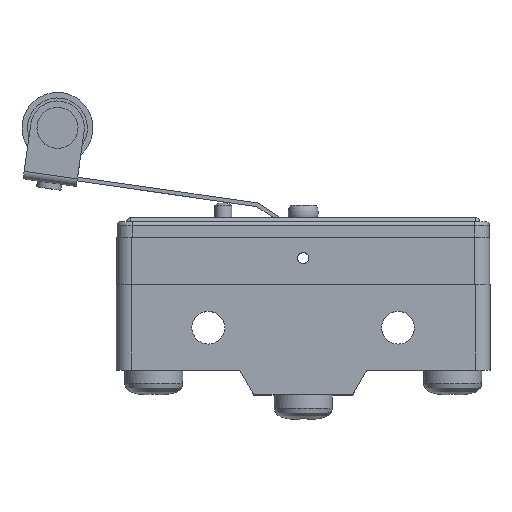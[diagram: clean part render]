
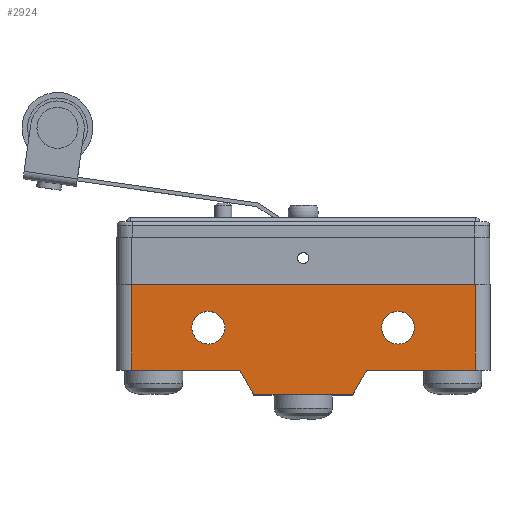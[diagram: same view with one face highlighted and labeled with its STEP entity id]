
A CAD part, top view. The second image highlights one B-rep face of the part: STEP entity #2924.
In plain terms, the highlighted planar face has unit normal (0, 0, 1).
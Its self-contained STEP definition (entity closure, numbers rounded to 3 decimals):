
#6=DIRECTION('',(1.,0.,0.));
#7=VECTOR('',#6,13.2);
#8=CARTESIAN_POINT('',(-6.6,0.,9.));
#9=LINE('',#8,#7);
#76=CARTESIAN_POINT('',(12.7,9.,9.));
#77=DIRECTION('',(0.,0.,1.));
#78=DIRECTION('',(1.,0.,0.));
#79=AXIS2_PLACEMENT_3D('',#76,#77,#78);
#81=CARTESIAN_POINT('',(12.7,9.,9.));
#82=DIRECTION('',(0.,0.,1.));
#83=DIRECTION('',(-1.,0.,0.));
#84=AXIS2_PLACEMENT_3D('',#81,#82,#83);
#86=CARTESIAN_POINT('',(-12.7,9.,9.));
#87=DIRECTION('',(0.,0.,1.));
#88=DIRECTION('',(1.,0.,0.));
#89=AXIS2_PLACEMENT_3D('',#86,#87,#88);
#91=CARTESIAN_POINT('',(-12.7,9.,9.));
#92=DIRECTION('',(0.,0.,1.));
#93=DIRECTION('',(-1.,0.,0.));
#94=AXIS2_PLACEMENT_3D('',#91,#92,#93);
#96=DIRECTION('',(0.,-1.,0.));
#97=VECTOR('',#96,11.5);
#98=CARTESIAN_POINT('',(23.,14.8,9.));
#99=LINE('',#98,#97);
#100=DIRECTION('',(-1.,0.,0.));
#101=VECTOR('',#100,14.5);
#102=CARTESIAN_POINT('',(23.,3.3,9.));
#103=LINE('',#102,#101);
#104=DIRECTION('',(-0.499,-0.867,0.));
#105=VECTOR('',#104,3.808);
#106=CARTESIAN_POINT('',(8.5,3.3,9.));
#107=LINE('',#106,#105);
#108=DIRECTION('',(-0.499,0.867,0.));
#109=VECTOR('',#108,3.808);
#110=CARTESIAN_POINT('',(-6.6,0.,9.));
#111=LINE('',#110,#109);
#112=DIRECTION('',(1.,0.,0.));
#113=VECTOR('',#112,14.5);
#114=CARTESIAN_POINT('',(-23.,3.3,9.));
#115=LINE('',#114,#113);
#116=DIRECTION('',(0.,-1.,0.));
#117=VECTOR('',#116,11.5);
#118=CARTESIAN_POINT('',(-23.,14.8,9.));
#119=LINE('',#118,#117);
#137=DIRECTION('',(1.,0.,0.));
#138=VECTOR('',#137,46.);
#139=CARTESIAN_POINT('',(-23.,14.8,9.));
#140=LINE('',#139,#138);
#2234=CARTESIAN_POINT('',(-6.6,0.,9.));
#2236=VERTEX_POINT('',#2234);
#2238=CARTESIAN_POINT('',(6.6,0.,9.));
#2240=VERTEX_POINT('',#2238);
#2242=CARTESIAN_POINT('',(-8.5,3.3,9.));
#2243=VERTEX_POINT('',#2242);
#2244=CARTESIAN_POINT('',(8.5,3.3,9.));
#2245=VERTEX_POINT('',#2244);
#2250=CARTESIAN_POINT('',(14.9,9.,9.));
#2251=CARTESIAN_POINT('',(10.5,9.,9.));
#2252=VERTEX_POINT('',#2250);
#2253=VERTEX_POINT('',#2251);
#2254=CARTESIAN_POINT('',(-10.5,9.,9.));
#2255=CARTESIAN_POINT('',(-14.9,9.,9.));
#2256=VERTEX_POINT('',#2254);
#2257=VERTEX_POINT('',#2255);
#2286=CARTESIAN_POINT('',(23.,3.3,9.));
#2287=VERTEX_POINT('',#2286);
#2288=CARTESIAN_POINT('',(23.,14.8,9.));
#2289=VERTEX_POINT('',#2288);
#2314=CARTESIAN_POINT('',(-23.,14.8,9.));
#2315=CARTESIAN_POINT('',(-23.,3.3,9.));
#2316=VERTEX_POINT('',#2314);
#2317=VERTEX_POINT('',#2315);
#2892=CARTESIAN_POINT('',(-25.,0.,9.));
#2893=DIRECTION('',(0.,0.,1.));
#2894=DIRECTION('',(1.,0.,0.));
#2895=AXIS2_PLACEMENT_3D('',#2892,#2893,#2894);
#2896=PLANE('',#2895);
#2898=ORIENTED_EDGE('',*,*,#2897,.T.);
#2900=ORIENTED_EDGE('',*,*,#2899,.T.);
#2902=ORIENTED_EDGE('',*,*,#2901,.T.);
#2903=ORIENTED_EDGE('',*,*,#2813,.F.);
#2904=ORIENTED_EDGE('',*,*,#2838,.T.);
#2906=ORIENTED_EDGE('',*,*,#2905,.F.);
#2908=ORIENTED_EDGE('',*,*,#2907,.F.);
#2910=ORIENTED_EDGE('',*,*,#2909,.T.);
#2911=EDGE_LOOP('',(#2898,#2900,#2902,#2903,#2904,#2906,#2908,#2910));
#2912=FACE_OUTER_BOUND('',#2911,.F.);
#2914=ORIENTED_EDGE('',*,*,#2913,.T.);
#2916=ORIENTED_EDGE('',*,*,#2915,.T.);
#2917=EDGE_LOOP('',(#2914,#2916));
#2918=FACE_BOUND('',#2917,.F.);
#2919=ORIENTED_EDGE('',*,*,#2882,.T.);
#2921=ORIENTED_EDGE('',*,*,#2920,.T.);
#2922=EDGE_LOOP('',(#2919,#2921));
#2923=FACE_BOUND('',#2922,.F.);
#80=CIRCLE('',#79,2.2);
#85=CIRCLE('',#84,2.2);
#90=CIRCLE('',#89,2.2);
#95=CIRCLE('',#94,2.2);
#2813=EDGE_CURVE('',#2236,#2240,#9,.T.);
#2838=EDGE_CURVE('',#2236,#2243,#111,.T.);
#2882=EDGE_CURVE('',#2252,#2253,#80,.T.);
#2897=EDGE_CURVE('',#2289,#2287,#99,.T.);
#2899=EDGE_CURVE('',#2287,#2245,#103,.T.);
#2901=EDGE_CURVE('',#2245,#2240,#107,.T.);
#2905=EDGE_CURVE('',#2317,#2243,#115,.T.);
#2907=EDGE_CURVE('',#2316,#2317,#119,.T.);
#2909=EDGE_CURVE('',#2316,#2289,#140,.T.);
#2913=EDGE_CURVE('',#2256,#2257,#90,.T.);
#2915=EDGE_CURVE('',#2257,#2256,#95,.T.);
#2920=EDGE_CURVE('',#2253,#2252,#85,.T.);
#2924=ADVANCED_FACE('',(#2912,#2918,#2923),#2896,.T.);
